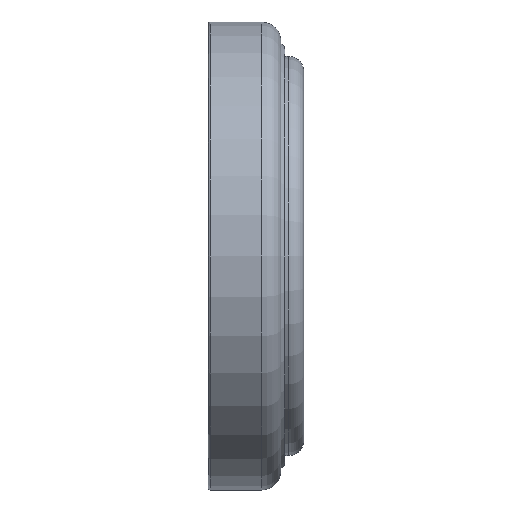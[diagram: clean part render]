
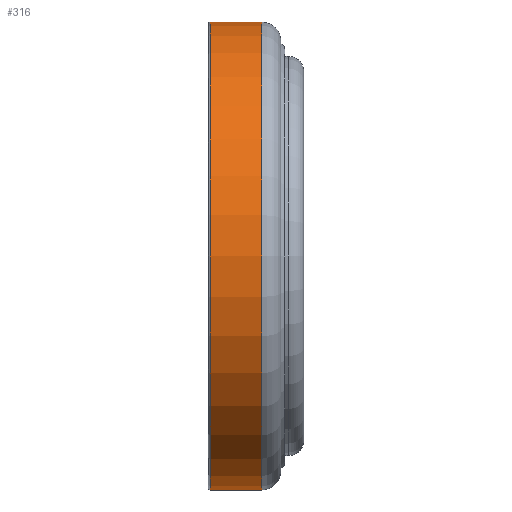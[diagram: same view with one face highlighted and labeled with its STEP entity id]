
A CAD part, front view. The second image highlights one B-rep face of the part: STEP entity #316.
In plain terms, the highlighted cylindrical face has radius 12.25 mm (diameter 24.5 mm), a partial arc.
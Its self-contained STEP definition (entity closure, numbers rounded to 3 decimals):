
#127=CYLINDRICAL_SURFACE('',#1285,12.25);
#130=FACE_OUTER_BOUND('',#471,.T.);
#189=LINE('',#1890,#242);
#190=LINE('',#1895,#243);
#242=VECTOR('',#1347,1.);
#243=VECTOR('',#1350,1.);
#316=ADVANCED_FACE('',(#130),#127,.T.);
#431=CIRCLE('',#1283,12.25);
#432=CIRCLE('',#1284,12.25);
#471=EDGE_LOOP('',(#597,#598,#599,#600));
#597=ORIENTED_EDGE('',*,*,#1037,.F.);
#598=ORIENTED_EDGE('',*,*,#1039,.T.);
#599=ORIENTED_EDGE('',*,*,#1035,.T.);
#600=ORIENTED_EDGE('',*,*,#1040,.T.);
#923=VERTEX_POINT('',#1891);
#924=VERTEX_POINT('',#1892);
#925=VERTEX_POINT('',#1894);
#926=VERTEX_POINT('',#1896);
#1035=EDGE_CURVE('',#923,#924,#189,.T.);
#1037=EDGE_CURVE('',#925,#926,#190,.T.);
#1039=EDGE_CURVE('',#925,#923,#431,.T.);
#1040=EDGE_CURVE('',#924,#926,#432,.T.);
#1283=AXIS2_PLACEMENT_3D('',#1899,#1355,#1356);
#1284=AXIS2_PLACEMENT_3D('',#1900,#1357,#1358);
#1285=AXIS2_PLACEMENT_3D('',#1901,#1359,#1360);
#1347=DIRECTION('',(0.,1.,0.));
#1350=DIRECTION('',(0.,1.,0.));
#1355=DIRECTION('',(0.,1.,0.));
#1356=DIRECTION('',(0.,0.,-1.));
#1357=DIRECTION('',(0.,-1.,0.));
#1358=DIRECTION('',(0.,0.,-1.));
#1359=DIRECTION('',(0.,1.,0.));
#1360=DIRECTION('',(0.,0.,-1.));
#1890=CARTESIAN_POINT('',(0.,-3.6,12.25));
#1891=CARTESIAN_POINT('',(0.,-3.4,12.25));
#1892=CARTESIAN_POINT('',(0.,-0.7,12.25));
#1894=CARTESIAN_POINT('',(0.,-3.4,-12.25));
#1895=CARTESIAN_POINT('',(0.,-3.6,-12.25));
#1896=CARTESIAN_POINT('',(0.,-0.7,-12.25));
#1899=CARTESIAN_POINT('',(0.,-3.4,0.));
#1900=CARTESIAN_POINT('',(0.,-0.7,0.));
#1901=CARTESIAN_POINT('',(0.,-3.6,0.));
